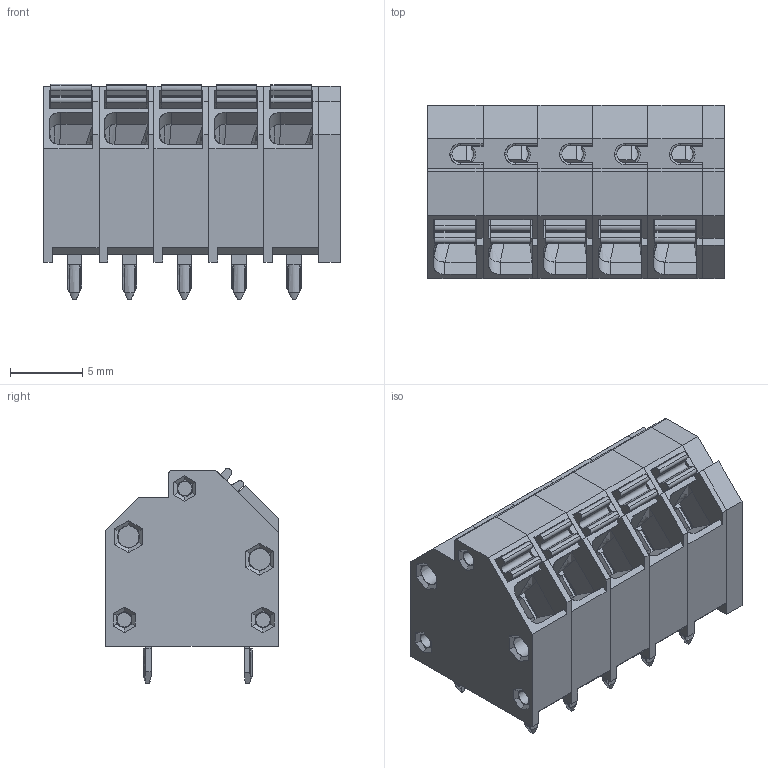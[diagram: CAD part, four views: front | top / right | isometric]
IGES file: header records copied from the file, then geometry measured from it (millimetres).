
Start section: C
Global section: file name: 691809320005.iges; native system: By Siemens PLM Incorporated; preprocessor: XPlus GENERIC/IGES 24.0.124; author: Author; organization: Title; date: 20210701.121308; units: millimetre
Bounding box: 20.58 x 12 x 14.93 mm (x, y, z)
Surface area: 5380.9 mm2 (no closed solid volume)
Topology: 0 solids, 0 shells, 2192 faces, 12410 edges, 12405 vertices
Faces by surface type: bspline 2192
